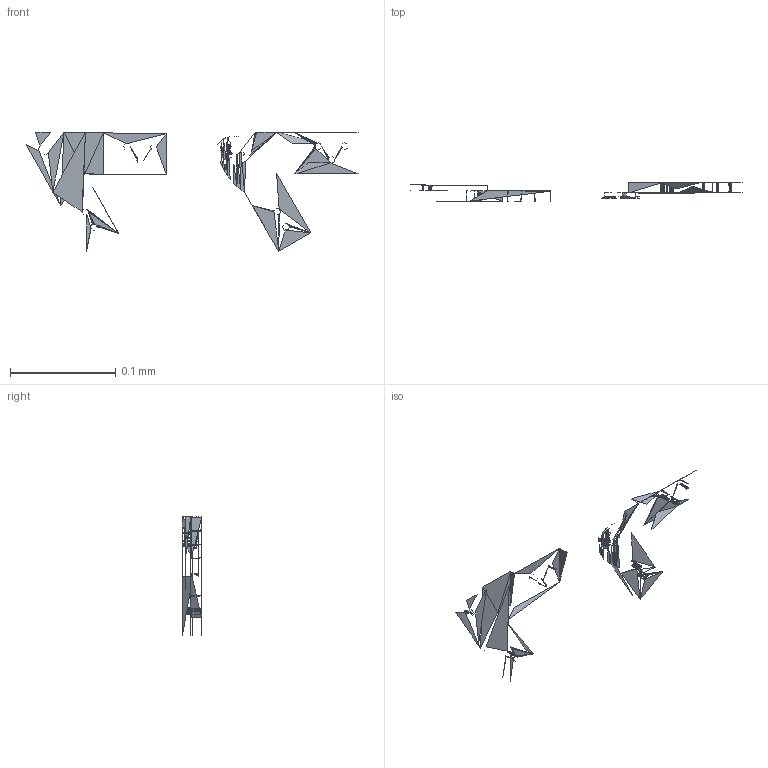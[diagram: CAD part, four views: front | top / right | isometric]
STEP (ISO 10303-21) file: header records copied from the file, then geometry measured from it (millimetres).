
FILE_DESCRIPTION(('STEP AP214'),'1');
FILE_NAME('qkpa2808fci2.stp','2021-03-31T15:59:00',(' '),(' '),'Spatial InterOp 3D',' ',' ');
FILE_SCHEMA(('automotive_design'));
Length unit declared in the file: metre
Products named in the file (1): Root
Bounding box: 0.31 x 0.02 x 0.11 mm (x, y, z)
Surface area: 0 mm2 (no closed solid volume)
Topology: 0 solids, 2136 shells, 2136 faces, 6396 edges, 6396 vertices
Faces by surface type: plane 2136
Entity records: 76924 total; most frequent: DIRECTION 10682, CARTESIAN_POINT 6411, VERTEX_POINT 6410, ORIENTED_EDGE 6408, EDGE_CURVE 6408, LINE 6408, VECTOR 6408, AXIS2_PLACEMENT_3D 2137
